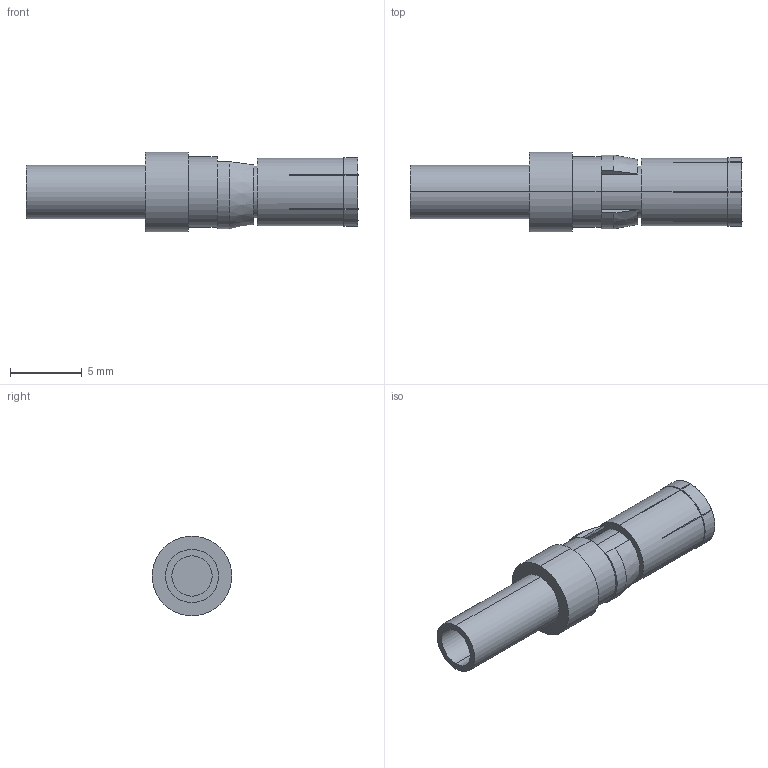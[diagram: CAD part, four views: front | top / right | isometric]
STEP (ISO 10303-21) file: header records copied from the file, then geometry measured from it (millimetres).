
FILE_DESCRIPTION (( 'STEP AP214' ), '1' );
FILE_NAME ('212-POWER-F.STEP', '2023-03-27T07:34:32', ( '' ), ( '' ), 'SwSTEP 2.0', 'SolidWorks 2017', '' );
FILE_SCHEMA (( 'AUTOMOTIVE_DESIGN' ));
Length unit declared in the file: millimetre
Products named in the file (1): 212-POWER-F
Bounding box: 23.1 x 5.55 x 5.55 mm (x, y, z)
Volume: 255.9 mm3; surface area: 607.6 mm2
Topology: 2 solids, 2 shells, 87 faces, 234 edges, 156 vertices
Faces by surface type: plane 43, cylinder 25, cone 19
Entity records: 2945 total; most frequent: CARTESIAN_POINT 538, DIRECTION 483, ORIENTED_EDGE 468, EDGE_CURVE 234, AXIS2_PLACEMENT_3D 181, VERTEX_POINT 156, LINE 121, VECTOR 121
